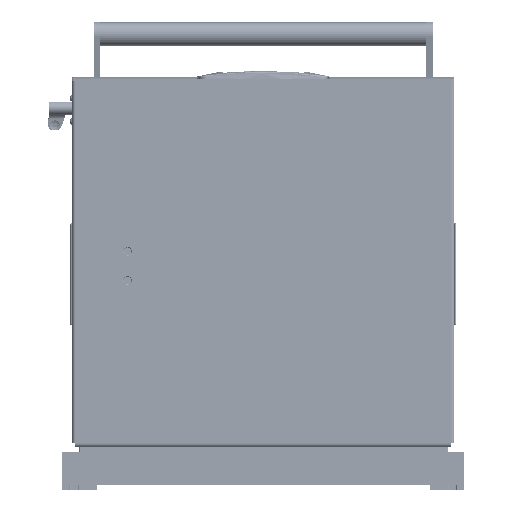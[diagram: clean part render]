
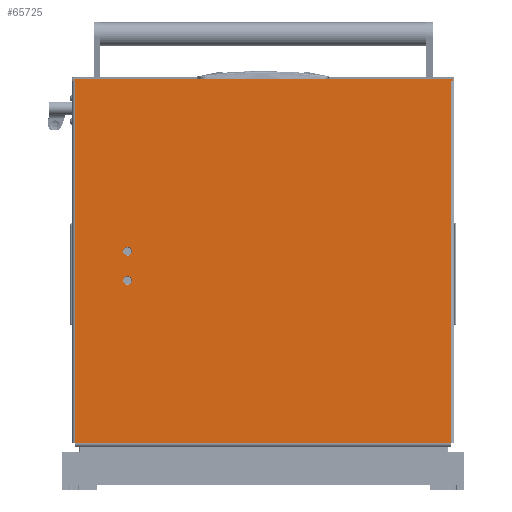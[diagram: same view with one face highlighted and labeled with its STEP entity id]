
A CAD part, front view. The second image highlights one B-rep face of the part: STEP entity #65725.
In plain terms, the highlighted face is planar.
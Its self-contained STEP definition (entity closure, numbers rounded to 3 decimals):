
#1403 = VERTEX_POINT ( 'NONE', #116022 ) ;
#1848 = CARTESIAN_POINT ( 'NONE',  ( 0., -2., 0. ) ) ;
#1858 = VERTEX_POINT ( 'NONE', #155767 ) ;
#4822 = CARTESIAN_POINT ( 'NONE',  ( 436., 452., 0. ) ) ;
#5650 = VERTEX_POINT ( 'NONE', #73305 ) ;
#6177 = LINE ( 'NONE', #41597, #10261 ) ;
#7094 = CARTESIAN_POINT ( 'NONE',  ( 0., 452., 0. ) ) ;
#8629 = DIRECTION ( 'NONE',  ( -1., 0., 0. ) ) ;
#8757 = CARTESIAN_POINT ( 'NONE',  ( -2., 454., 0. ) ) ;
#9275 = DIRECTION ( 'NONE',  ( 0., 1., 0. ) ) ;
#10261 = VECTOR ( 'NONE', #90581, 1000. ) ;
#10459 = CARTESIAN_POINT ( 'NONE',  ( 240., 389., 0. ) ) ;
#14672 = EDGE_CURVE ( 'NONE', #155752, #128329, #63992, .T. ) ;
#18630 = EDGE_CURVE ( 'NONE', #5650, #1403, #138385, .T. ) ;
#19710 = CARTESIAN_POINT ( 'NONE',  ( 199.8, 389., 0. ) ) ;
#20557 = CARTESIAN_POINT ( 'NONE',  ( -2., -4., 0. ) ) ;
#21420 = CARTESIAN_POINT ( 'NONE',  ( 205., 389., 0. ) ) ;
#25748 = EDGE_LOOP ( 'NONE', ( #68686, #26901 ) ) ;
#26698 = VERTEX_POINT ( 'NONE', #100275 ) ;
#26798 = FACE_OUTER_BOUND ( 'NONE', #66269, .T. ) ;
#26901 = ORIENTED_EDGE ( 'NONE', *, *, #111661, .F. ) ;
#28162 = DIRECTION ( 'NONE',  ( 1., 0., 0. ) ) ;
#36927 = VECTOR ( 'NONE', #28162, 1000. ) ;
#41032 = LINE ( 'NONE', #4822, #65088 ) ;
#41597 = CARTESIAN_POINT ( 'NONE',  ( 0., 0., 0. ) ) ;
#41688 = CARTESIAN_POINT ( 'NONE',  ( 0., 454., 0. ) ) ;
#42568 = LINE ( 'NONE', #101202, #146925 ) ;
#42620 = ORIENTED_EDGE ( 'NONE', *, *, #18630, .T. ) ;
#43193 = VERTEX_POINT ( 'NONE', #8757 ) ;
#43206 = VECTOR ( 'NONE', #66479, 1000. ) ;
#44738 = VECTOR ( 'NONE', #115097, 1000. ) ;
#47221 = VERTEX_POINT ( 'NONE', #126006 ) ;
#49445 = AXIS2_PLACEMENT_3D ( 'NONE', #124763, #88619, #62967 ) ;
#52783 = LINE ( 'NONE', #88167, #43206 ) ;
#53845 = LINE ( 'NONE', #151037, #36927 ) ;
#55066 = VERTEX_POINT ( 'NONE', #65193 ) ;
#58392 = DIRECTION ( 'NONE',  ( 0., 0., -1. ) ) ;
#58841 = AXIS2_PLACEMENT_3D ( 'NONE', #21420, #58392, #83307 ) ;
#61267 = CARTESIAN_POINT ( 'NONE',  ( 234.8, 389., 0. ) ) ;
#62504 = EDGE_CURVE ( 'NONE', #1858, #71471, #42568, .T. ) ;
#62522 = LINE ( 'NONE', #123528, #143178 ) ;
#62967 = DIRECTION ( 'NONE',  ( -1., 0., 0. ) ) ;
#63992 = CIRCLE ( 'NONE', #58841, 5.2 ) ;
#65088 = VECTOR ( 'NONE', #101249, 1000. ) ;
#65193 = CARTESIAN_POINT ( 'NONE',  ( 0., 0., 0. ) ) ;
#65725 = ADVANCED_FACE ( 'NONE', ( #74281, #112714, #26798 ), #75848, .T. ) ;
#66269 = EDGE_LOOP ( 'NONE', ( #87785, #42620, #145510, #110861, #115017, #111204, #111377, #148547 ) ) ;
#66479 = DIRECTION ( 'NONE',  ( 0., 1., 0. ) ) ;
#68686 = ORIENTED_EDGE ( 'NONE', *, *, #78334, .F. ) ;
#68951 = ORIENTED_EDGE ( 'NONE', *, *, #131528, .F. ) ;
#69325 = CIRCLE ( 'NONE', #92307, 5.2 ) ;
#71471 = VERTEX_POINT ( 'NONE', #7094 ) ;
#71779 = AXIS2_PLACEMENT_3D ( 'NONE', #98763, #76292, #74724 ) ;
#73040 = EDGE_CURVE ( 'NONE', #5650, #55066, #62522, .T. ) ;
#73305 = CARTESIAN_POINT ( 'NONE',  ( 0., -2., 0. ) ) ;
#74281 = FACE_BOUND ( 'NONE', #81227, .T. ) ;
#74724 = DIRECTION ( 'NONE',  ( -1., 0., 0. ) ) ;
#75848 = PLANE ( 'NONE',  #49445 ) ;
#76292 = DIRECTION ( 'NONE',  ( 0., 0., -1. ) ) ;
#78334 = EDGE_CURVE ( 'NONE', #154963, #26698, #157550, .T. ) ;
#81227 = EDGE_LOOP ( 'NONE', ( #86708, #68951 ) ) ;
#83307 = DIRECTION ( 'NONE',  ( -1., 0., 0. ) ) ;
#86708 = ORIENTED_EDGE ( 'NONE', *, *, #14672, .F. ) ;
#87785 = ORIENTED_EDGE ( 'NONE', *, *, #73040, .F. ) ;
#88167 = CARTESIAN_POINT ( 'NONE',  ( 0., -4., 0. ) ) ;
#88619 = DIRECTION ( 'NONE',  ( 0., 0., -1. ) ) ;
#90581 = DIRECTION ( 'NONE',  ( 1., 0., 0. ) ) ;
#91548 = EDGE_CURVE ( 'NONE', #1403, #43193, #131389, .T. ) ;
#92307 = AXIS2_PLACEMENT_3D ( 'NONE', #118717, #120307, #8629 ) ;
#98763 = CARTESIAN_POINT ( 'NONE',  ( 205., 389., 0. ) ) ;
#100170 = DIRECTION ( 'NONE',  ( -1., 0., 0. ) ) ;
#100275 = CARTESIAN_POINT ( 'NONE',  ( 245.2, 389., 0. ) ) ;
#100941 = DIRECTION ( 'NONE',  ( 0., 0., -1. ) ) ;
#101202 = CARTESIAN_POINT ( 'NONE',  ( 0., 452., 0. ) ) ;
#101249 = DIRECTION ( 'NONE',  ( 0., -1., 0. ) ) ;
#101778 = VECTOR ( 'NONE', #9275, 1000. ) ;
#102279 = CIRCLE ( 'NONE', #71779, 5.2 ) ;
#103636 = CARTESIAN_POINT ( 'NONE',  ( 210.2, 389., 0. ) ) ;
#103711 = AXIS2_PLACEMENT_3D ( 'NONE', #10459, #100941, #100170 ) ;
#110861 = ORIENTED_EDGE ( 'NONE', *, *, #123020, .T. ) ;
#111204 = ORIENTED_EDGE ( 'NONE', *, *, #62504, .F. ) ;
#111377 = ORIENTED_EDGE ( 'NONE', *, *, #122992, .T. ) ;
#111661 = EDGE_CURVE ( 'NONE', #26698, #154963, #69325, .T. ) ;
#112714 = FACE_BOUND ( 'NONE', #25748, .T. ) ;
#115017 = ORIENTED_EDGE ( 'NONE', *, *, #144151, .F. ) ;
#115097 = DIRECTION ( 'NONE',  ( -1., 0., 0. ) ) ;
#116022 = CARTESIAN_POINT ( 'NONE',  ( -2., -2., 0. ) ) ;
#118717 = CARTESIAN_POINT ( 'NONE',  ( 240., 389., 0. ) ) ;
#119933 = EDGE_CURVE ( 'NONE', #55066, #47221, #6177, .T. ) ;
#120307 = DIRECTION ( 'NONE',  ( 0., 0., -1. ) ) ;
#122992 = EDGE_CURVE ( 'NONE', #1858, #47221, #41032, .T. ) ;
#123020 = EDGE_CURVE ( 'NONE', #43193, #131091, #53845, .T. ) ;
#123528 = CARTESIAN_POINT ( 'NONE',  ( 0., -4., 0. ) ) ;
#124763 = CARTESIAN_POINT ( 'NONE',  ( 0., 452., 0. ) ) ;
#126006 = CARTESIAN_POINT ( 'NONE',  ( 436., 0., 0. ) ) ;
#126676 = DIRECTION ( 'NONE',  ( 0., 1., 0. ) ) ;
#128329 = VERTEX_POINT ( 'NONE', #103636 ) ;
#131091 = VERTEX_POINT ( 'NONE', #41688 ) ;
#131389 = LINE ( 'NONE', #20557, #101778 ) ;
#131528 = EDGE_CURVE ( 'NONE', #128329, #155752, #102279, .T. ) ;
#138385 = LINE ( 'NONE', #1848, #44738 ) ;
#143178 = VECTOR ( 'NONE', #126676, 1000. ) ;
#144151 = EDGE_CURVE ( 'NONE', #71471, #131091, #52783, .T. ) ;
#145510 = ORIENTED_EDGE ( 'NONE', *, *, #91548, .T. ) ;
#146925 = VECTOR ( 'NONE', #151797, 1000. ) ;
#148547 = ORIENTED_EDGE ( 'NONE', *, *, #119933, .F. ) ;
#151037 = CARTESIAN_POINT ( 'NONE',  ( 0., 454., 0. ) ) ;
#151797 = DIRECTION ( 'NONE',  ( -1., 0., 0. ) ) ;
#154963 = VERTEX_POINT ( 'NONE', #61267 ) ;
#155752 = VERTEX_POINT ( 'NONE', #19710 ) ;
#155767 = CARTESIAN_POINT ( 'NONE',  ( 436., 452., 0. ) ) ;
#157550 = CIRCLE ( 'NONE', #103711, 5.2 ) ;
